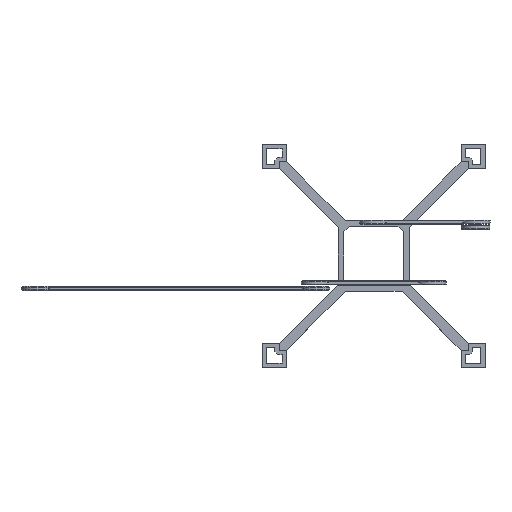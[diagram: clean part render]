
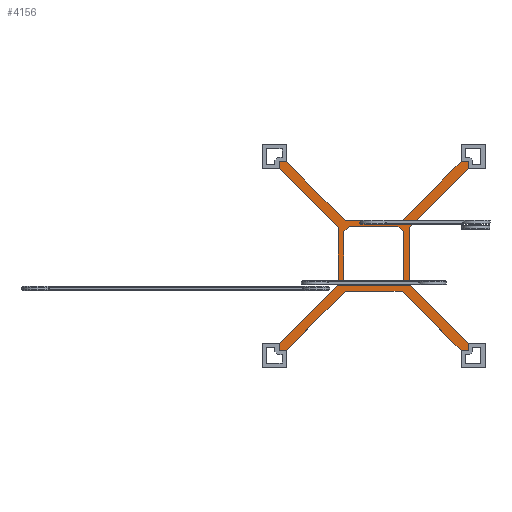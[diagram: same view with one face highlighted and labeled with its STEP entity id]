
A CAD part, top view. The second image highlights one B-rep face of the part: STEP entity #4156.
In plain terms, the highlighted planar face has unit normal (0, 0, 1).
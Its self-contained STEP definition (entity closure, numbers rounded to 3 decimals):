
#148=FACE_BOUND('',#855,.T.);
#318=PLANE('',#4625);
#572=FACE_OUTER_BOUND('',#854,.T.);
#854=EDGE_LOOP('',(#3693,#3694,#3695,#3696,#3697,#3698,#3699,#3700,#3701,
#3702,#3703,#3704,#3705,#3706,#3707,#3708,#3709,#3710,#3711,#3712));
#855=EDGE_LOOP('',(#3713,#3714,#3715,#3716,#3717,#3718,#3719,#3720));
#1223=LINE('',#6832,#1667);
#1229=LINE('',#6843,#1673);
#1232=LINE('',#6851,#1676);
#1240=LINE('',#6867,#1684);
#1242=LINE('',#6870,#1686);
#1248=LINE('',#6881,#1692);
#1249=LINE('',#6884,#1693);
#1253=LINE('',#6892,#1697);
#1257=LINE('',#6901,#1701);
#1264=LINE('',#6914,#1708);
#1266=LINE('',#6917,#1710);
#1272=LINE('',#6928,#1716);
#1275=LINE('',#6934,#1719);
#1276=LINE('',#6937,#1720);
#1277=LINE('',#6939,#1721);
#1278=LINE('',#6941,#1722);
#1279=LINE('',#6942,#1723);
#1280=LINE('',#6944,#1724);
#1281=LINE('',#6946,#1725);
#1282=LINE('',#6947,#1726);
#1283=LINE('',#6949,#1727);
#1284=LINE('',#6951,#1728);
#1285=LINE('',#6952,#1729);
#1286=LINE('',#6955,#1730);
#1287=LINE('',#6957,#1731);
#1288=LINE('',#6959,#1732);
#1289=LINE('',#6960,#1733);
#1290=LINE('',#6961,#1734);
#1667=VECTOR('',#5669,10.);
#1673=VECTOR('',#5677,10.);
#1676=VECTOR('',#5682,10.);
#1684=VECTOR('',#5698,10.);
#1686=VECTOR('',#5702,10.);
#1692=VECTOR('',#5714,10.);
#1693=VECTOR('',#5717,10.);
#1697=VECTOR('',#5723,10.);
#1701=VECTOR('',#5729,10.);
#1708=VECTOR('',#5742,10.);
#1710=VECTOR('',#5746,10.);
#1716=VECTOR('',#5760,10.);
#1719=VECTOR('',#5765,10.);
#1720=VECTOR('',#5768,10.);
#1721=VECTOR('',#5769,10.);
#1722=VECTOR('',#5770,10.);
#1723=VECTOR('',#5771,10.);
#1724=VECTOR('',#5772,10.);
#1725=VECTOR('',#5773,10.);
#1726=VECTOR('',#5774,10.);
#1727=VECTOR('',#5775,10.);
#1728=VECTOR('',#5776,10.);
#1729=VECTOR('',#5777,10.);
#1730=VECTOR('',#5778,10.);
#1731=VECTOR('',#5779,10.);
#1732=VECTOR('',#5780,10.);
#1733=VECTOR('',#5781,10.);
#1734=VECTOR('',#5782,10.);
#2098=VERTEX_POINT('',#6734);
#2106=VERTEX_POINT('',#6758);
#2116=VERTEX_POINT('',#6794);
#2124=VERTEX_POINT('',#6818);
#2127=VERTEX_POINT('',#6830);
#2128=VERTEX_POINT('',#6831);
#2132=VERTEX_POINT('',#6841);
#2135=VERTEX_POINT('',#6848);
#2136=VERTEX_POINT('',#6850);
#2140=VERTEX_POINT('',#6866);
#2142=VERTEX_POINT('',#6879);
#2143=VERTEX_POINT('',#6883);
#2146=VERTEX_POINT('',#6891);
#2149=VERTEX_POINT('',#6898);
#2150=VERTEX_POINT('',#6900);
#2153=VERTEX_POINT('',#6912);
#2156=VERTEX_POINT('',#6932);
#2157=VERTEX_POINT('',#6936);
#2158=VERTEX_POINT('',#6938);
#2159=VERTEX_POINT('',#6940);
#2160=VERTEX_POINT('',#6943);
#2161=VERTEX_POINT('',#6945);
#2162=VERTEX_POINT('',#6948);
#2163=VERTEX_POINT('',#6950);
#2164=VERTEX_POINT('',#6953);
#2165=VERTEX_POINT('',#6954);
#2166=VERTEX_POINT('',#6956);
#2167=VERTEX_POINT('',#6958);
#2643=EDGE_CURVE('',#2127,#2128,#1223,.T.);
#2649=EDGE_CURVE('',#2124,#2132,#1229,.T.);
#2652=EDGE_CURVE('',#2136,#2135,#1232,.T.);
#2660=EDGE_CURVE('',#2124,#2140,#1240,.T.);
#2662=EDGE_CURVE('',#2140,#2135,#1242,.T.);
#2668=EDGE_CURVE('',#2142,#2128,#1248,.F.);
#2669=EDGE_CURVE('',#2143,#2142,#1249,.F.);
#2673=EDGE_CURVE('',#2116,#2146,#1253,.T.);
#2677=EDGE_CURVE('',#2149,#2150,#1257,.T.);
#2684=EDGE_CURVE('',#2116,#2153,#1264,.T.);
#2686=EDGE_CURVE('',#2153,#2150,#1266,.T.);
#2692=EDGE_CURVE('',#2132,#2146,#1272,.T.);
#2695=EDGE_CURVE('',#2149,#2156,#1275,.T.);
#2696=EDGE_CURVE('',#2157,#2136,#1276,.T.);
#2697=EDGE_CURVE('',#2156,#2158,#1277,.T.);
#2698=EDGE_CURVE('',#2159,#2158,#1278,.T.);
#2699=EDGE_CURVE('',#2106,#2159,#1279,.T.);
#2700=EDGE_CURVE('',#2106,#2160,#1280,.T.);
#2701=EDGE_CURVE('',#2160,#2161,#1281,.T.);
#2702=EDGE_CURVE('',#2098,#2161,#1282,.T.);
#2703=EDGE_CURVE('',#2098,#2162,#1283,.T.);
#2704=EDGE_CURVE('',#2162,#2163,#1284,.T.);
#2705=EDGE_CURVE('',#2157,#2163,#1285,.T.);
#2706=EDGE_CURVE('',#2164,#2165,#1286,.T.);
#2707=EDGE_CURVE('',#2165,#2166,#1287,.T.);
#2708=EDGE_CURVE('',#2167,#2166,#1288,.F.);
#2709=EDGE_CURVE('',#2127,#2167,#1289,.F.);
#2710=EDGE_CURVE('',#2143,#2164,#1290,.T.);
#3693=ORIENTED_EDGE('',*,*,#2696,.T.);
#3694=ORIENTED_EDGE('',*,*,#2652,.T.);
#3695=ORIENTED_EDGE('',*,*,#2662,.F.);
#3696=ORIENTED_EDGE('',*,*,#2660,.F.);
#3697=ORIENTED_EDGE('',*,*,#2649,.T.);
#3698=ORIENTED_EDGE('',*,*,#2692,.T.);
#3699=ORIENTED_EDGE('',*,*,#2673,.F.);
#3700=ORIENTED_EDGE('',*,*,#2684,.T.);
#3701=ORIENTED_EDGE('',*,*,#2686,.T.);
#3702=ORIENTED_EDGE('',*,*,#2677,.F.);
#3703=ORIENTED_EDGE('',*,*,#2695,.T.);
#3704=ORIENTED_EDGE('',*,*,#2697,.T.);
#3705=ORIENTED_EDGE('',*,*,#2698,.F.);
#3706=ORIENTED_EDGE('',*,*,#2699,.F.);
#3707=ORIENTED_EDGE('',*,*,#2700,.T.);
#3708=ORIENTED_EDGE('',*,*,#2701,.T.);
#3709=ORIENTED_EDGE('',*,*,#2702,.F.);
#3710=ORIENTED_EDGE('',*,*,#2703,.T.);
#3711=ORIENTED_EDGE('',*,*,#2704,.T.);
#3712=ORIENTED_EDGE('',*,*,#2705,.F.);
#3713=ORIENTED_EDGE('',*,*,#2706,.T.);
#3714=ORIENTED_EDGE('',*,*,#2707,.T.);
#3715=ORIENTED_EDGE('',*,*,#2708,.F.);
#3716=ORIENTED_EDGE('',*,*,#2709,.F.);
#3717=ORIENTED_EDGE('',*,*,#2643,.T.);
#3718=ORIENTED_EDGE('',*,*,#2668,.F.);
#3719=ORIENTED_EDGE('',*,*,#2669,.F.);
#3720=ORIENTED_EDGE('',*,*,#2710,.T.);
#4156=ADVANCED_FACE('',(#572,#148),#318,.T.);
#4625=AXIS2_PLACEMENT_3D('',#6935,#5766,#5767);
#5669=DIRECTION('',(-0.707,0.707,0.));
#5677=DIRECTION('',(0.707,-0.707,0.));
#5682=DIRECTION('',(-0.707,0.707,0.));
#5698=DIRECTION('',(0.,1.,0.));
#5702=DIRECTION('',(1.,0.,0.));
#5714=DIRECTION('',(0.,1.,0.));
#5717=DIRECTION('',(0.707,0.707,0.));
#5723=DIRECTION('',(0.707,0.707,0.));
#5729=DIRECTION('',(-0.707,-0.707,0.));
#5742=DIRECTION('',(0.,-1.,0.));
#5746=DIRECTION('',(1.,0.,0.));
#5760=DIRECTION('',(0.,-1.,0.));
#5765=DIRECTION('',(1.,0.,0.));
#5766=DIRECTION('center_axis',(0.,0.,1.));
#5767=DIRECTION('ref_axis',(1.,0.,0.));
#5768=DIRECTION('',(-1.,0.,0.));
#5769=DIRECTION('',(0.707,-0.707,0.));
#5770=DIRECTION('',(-1.,0.,0.));
#5771=DIRECTION('',(0.,-1.,0.));
#5772=DIRECTION('',(-0.707,0.707,0.));
#5773=DIRECTION('',(0.,1.,0.));
#5774=DIRECTION('',(-0.707,-0.707,0.));
#5775=DIRECTION('',(0.,1.,0.));
#5776=DIRECTION('',(-1.,0.,0.));
#5777=DIRECTION('',(0.707,0.707,0.));
#5778=DIRECTION('',(0.707,-0.707,0.));
#5779=DIRECTION('',(0.,-1.,0.));
#5780=DIRECTION('',(-0.707,-0.707,0.));
#5781=DIRECTION('',(-1.,0.,0.));
#5782=DIRECTION('',(1.,0.,0.));
#6734=CARTESIAN_POINT('',(66.603,61.5,15.));
#6758=CARTESIAN_POINT('',(66.603,-61.5,15.));
#6794=CARTESIAN_POINT('',(-66.603,-61.5,15.));
#6818=CARTESIAN_POINT('',(-66.603,61.5,15.));
#6830=CARTESIAN_POINT('',(-17.041,-21.1,15.));
#6831=CARTESIAN_POINT('',(-21.1,-17.041,15.));
#6832=CARTESIAN_POINT('',(-4.589,-33.552,15.));
#6841=CARTESIAN_POINT('',(-24.918,19.815,15.));
#6843=CARTESIAN_POINT('',(-66.603,61.5,15.));
#6848=CARTESIAN_POINT('',(-61.603,66.5,15.));
#6850=CARTESIAN_POINT('',(-20.021,24.918,15.));
#6851=CARTESIAN_POINT('',(-61.603,66.5,15.));
#6866=CARTESIAN_POINT('',(-66.603,66.5,15.));
#6867=CARTESIAN_POINT('',(-66.603,44.145,15.));
#6870=CARTESIAN_POINT('',(-46.723,66.5,15.));
#6879=CARTESIAN_POINT('',(-21.1,17.041,15.));
#6881=CARTESIAN_POINT('',(-21.1,-4.792,15.));
#6883=CARTESIAN_POINT('',(-17.041,21.1,15.));
#6884=CARTESIAN_POINT('',(-17.984,20.156,15.));
#6891=CARTESIAN_POINT('',(-24.918,-19.815,15.));
#6892=CARTESIAN_POINT('',(-66.603,-61.5,15.));
#6898=CARTESIAN_POINT('',(-20.021,-24.918,15.));
#6900=CARTESIAN_POINT('',(-61.603,-66.5,15.));
#6901=CARTESIAN_POINT('',(-61.603,-66.5,15.));
#6912=CARTESIAN_POINT('',(-66.603,-66.5,15.));
#6914=CARTESIAN_POINT('',(-66.603,-44.145,15.));
#6917=CARTESIAN_POINT('',(-46.723,-66.5,15.));
#6928=CARTESIAN_POINT('',(-24.918,24.918,15.));
#6932=CARTESIAN_POINT('',(20.021,-24.918,15.));
#6934=CARTESIAN_POINT('',(-24.918,-24.918,15.));
#6935=CARTESIAN_POINT('Origin',(26.843,-26.791,15.));
#6936=CARTESIAN_POINT('',(20.021,24.918,15.));
#6937=CARTESIAN_POINT('',(24.918,24.918,15.));
#6938=CARTESIAN_POINT('',(61.603,-66.5,15.));
#6939=CARTESIAN_POINT('',(61.603,-66.5,15.));
#6940=CARTESIAN_POINT('',(66.603,-66.5,15.));
#6941=CARTESIAN_POINT('',(46.723,-66.5,15.));
#6942=CARTESIAN_POINT('',(66.603,-44.145,15.));
#6943=CARTESIAN_POINT('',(24.918,-19.815,15.));
#6944=CARTESIAN_POINT('',(66.603,-61.5,15.));
#6945=CARTESIAN_POINT('',(24.918,19.815,15.));
#6946=CARTESIAN_POINT('',(24.918,-24.918,15.));
#6947=CARTESIAN_POINT('',(66.603,61.5,15.));
#6948=CARTESIAN_POINT('',(66.603,66.5,15.));
#6949=CARTESIAN_POINT('',(66.603,44.145,15.));
#6950=CARTESIAN_POINT('',(61.603,66.5,15.));
#6951=CARTESIAN_POINT('',(46.723,66.5,15.));
#6952=CARTESIAN_POINT('',(61.603,66.5,15.));
#6953=CARTESIAN_POINT('',(17.041,21.1,15.));
#6954=CARTESIAN_POINT('',(21.1,17.041,15.));
#6955=CARTESIAN_POINT('',(31.405,6.735,15.));
#6956=CARTESIAN_POINT('',(21.1,-17.041,15.));
#6957=CARTESIAN_POINT('',(21.1,-4.792,15.));
#6958=CARTESIAN_POINT('',(17.041,-21.1,15.));
#6959=CARTESIAN_POINT('',(18.01,-20.131,15.));
#6960=CARTESIAN_POINT('',(4.817,-21.1,15.));
#6961=CARTESIAN_POINT('',(4.817,21.1,15.));
